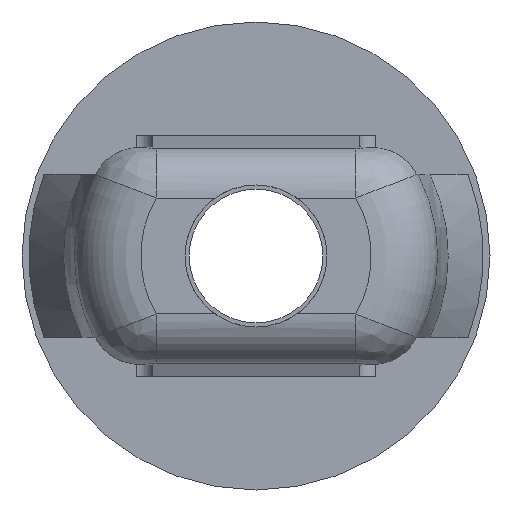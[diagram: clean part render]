
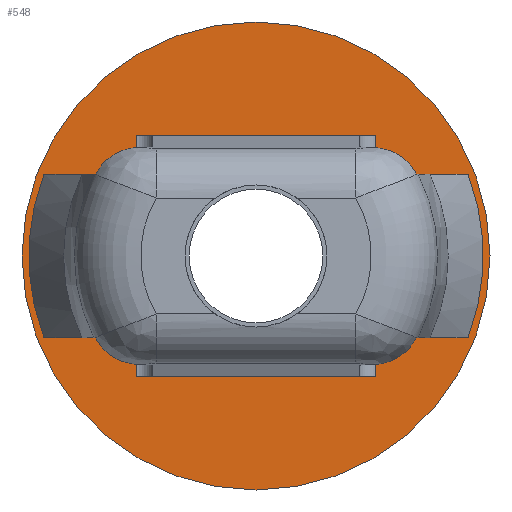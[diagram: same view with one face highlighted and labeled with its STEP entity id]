
A CAD part, front view. The second image highlights one B-rep face of the part: STEP entity #548.
In plain terms, the highlighted planar face has unit normal (0, -1, 0).
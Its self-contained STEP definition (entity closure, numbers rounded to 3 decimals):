
#5 = AXIS2_PLACEMENT_3D ( 'NONE', #347, #179, #2102 ) ;
#47 = CARTESIAN_POINT ( 'NONE',  ( -15., -3., 7.2 ) ) ;
#76 = CARTESIAN_POINT ( 'NONE',  ( 0., -3., -14. ) ) ;
#104 = ORIENTED_EDGE ( 'NONE', *, *, #2334, .T. ) ;
#171 = LINE ( 'NONE', #2295, #345 ) ;
#179 = DIRECTION ( 'NONE',  ( 0., 1., 0. ) ) ;
#198 = VECTOR ( 'NONE', #2198, 1000. ) ;
#231 = DIRECTION ( 'NONE',  ( 0., 0., 1. ) ) ;
#288 = CARTESIAN_POINT ( 'NONE',  ( 7.175, -3., 7.2 ) ) ;
#291 = VECTOR ( 'NONE', #2168, 1000. ) ;
#328 = ORIENTED_EDGE ( 'NONE', *, *, #2006, .T. ) ;
#341 = VERTEX_POINT ( 'NONE', #288 ) ;
#345 = VECTOR ( 'NONE', #2046, 1000. ) ;
#347 = CARTESIAN_POINT ( 'NONE',  ( 0., -3., 0. ) ) ;
#362 = LINE ( 'NONE', #651, #198 ) ;
#371 = VERTEX_POINT ( 'NONE', #733 ) ;
#457 = CARTESIAN_POINT ( 'NONE',  ( 0., -3., 14. ) ) ;
#478 = FACE_OUTER_BOUND ( 'NONE', #1015, .T. ) ;
#485 = DIRECTION ( 'NONE',  ( 0., 1., 0. ) ) ;
#517 = VERTEX_POINT ( 'NONE', #1738 ) ;
#542 = EDGE_LOOP ( 'NONE', ( #1597, #328, #582, #104 ) ) ;
#548 = ADVANCED_FACE ( 'NONE', ( #478, #555 ), #1276, .F. ) ;
#555 = FACE_BOUND ( 'NONE', #542, .T. ) ;
#582 = ORIENTED_EDGE ( 'NONE', *, *, #928, .F. ) ;
#651 = CARTESIAN_POINT ( 'NONE',  ( -15., -3., -7.2 ) ) ;
#691 = AXIS2_PLACEMENT_3D ( 'NONE', #732, #485, #231 ) ;
#732 = CARTESIAN_POINT ( 'NONE',  ( 0., -3., 0. ) ) ;
#733 = CARTESIAN_POINT ( 'NONE',  ( -7.175, -3., -7.2 ) ) ;
#780 = CIRCLE ( 'NONE', #691, 14. ) ;
#922 = CARTESIAN_POINT ( 'NONE',  ( -7.175, -3., 7.2 ) ) ;
#928 = EDGE_CURVE ( 'NONE', #371, #517, #362, .T. ) ;
#950 = ORIENTED_EDGE ( 'NONE', *, *, #1753, .F. ) ;
#1015 = EDGE_LOOP ( 'NONE', ( #2181, #950 ) ) ;
#1082 = VECTOR ( 'NONE', #1687, 1000. ) ;
#1154 = CIRCLE ( 'NONE', #1496, 14. ) ;
#1276 = PLANE ( 'NONE',  #5 ) ;
#1423 = EDGE_CURVE ( 'NONE', #2095, #341, #1987, .T. ) ;
#1477 = VERTEX_POINT ( 'NONE', #76 ) ;
#1496 = AXIS2_PLACEMENT_3D ( 'NONE', #2357, #2109, #1871 ) ;
#1582 = VERTEX_POINT ( 'NONE', #457 ) ;
#1597 = ORIENTED_EDGE ( 'NONE', *, *, #1423, .T. ) ;
#1687 = DIRECTION ( 'NONE',  ( 0., 0., -1. ) ) ;
#1738 = CARTESIAN_POINT ( 'NONE',  ( 7.175, -3., -7.2 ) ) ;
#1753 = EDGE_CURVE ( 'NONE', #1477, #1582, #1154, .T. ) ;
#1871 = DIRECTION ( 'NONE',  ( 0., 0., 1. ) ) ;
#1923 = CARTESIAN_POINT ( 'NONE',  ( 7.175, -3., -7.2 ) ) ;
#1987 = LINE ( 'NONE', #47, #291 ) ;
#2006 = EDGE_CURVE ( 'NONE', #341, #517, #2162, .T. ) ;
#2046 = DIRECTION ( 'NONE',  ( 0., 0., 1. ) ) ;
#2069 = EDGE_CURVE ( 'NONE', #1582, #1477, #780, .T. ) ;
#2095 = VERTEX_POINT ( 'NONE', #922 ) ;
#2102 = DIRECTION ( 'NONE',  ( 0., 0., 1. ) ) ;
#2109 = DIRECTION ( 'NONE',  ( 0., 1., 0. ) ) ;
#2162 = LINE ( 'NONE', #1923, #1082 ) ;
#2168 = DIRECTION ( 'NONE',  ( 1., 0., 0. ) ) ;
#2181 = ORIENTED_EDGE ( 'NONE', *, *, #2069, .F. ) ;
#2198 = DIRECTION ( 'NONE',  ( 1., 0., 0. ) ) ;
#2295 = CARTESIAN_POINT ( 'NONE',  ( -7.175, -3., 7.2 ) ) ;
#2334 = EDGE_CURVE ( 'NONE', #371, #2095, #171, .T. ) ;
#2357 = CARTESIAN_POINT ( 'NONE',  ( 0., -3., 0. ) ) ;
